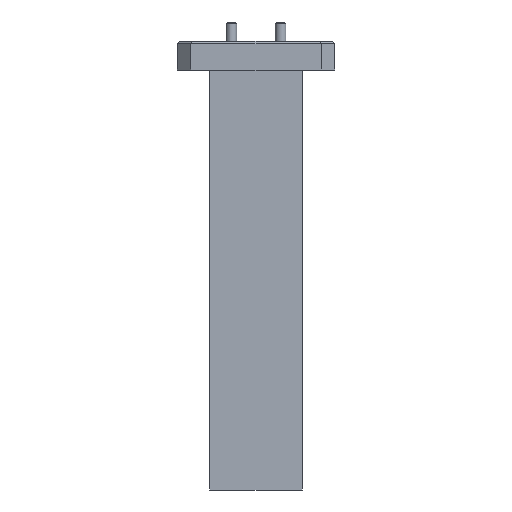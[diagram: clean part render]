
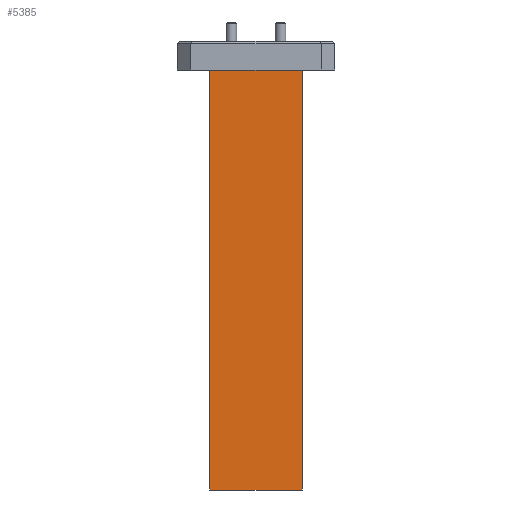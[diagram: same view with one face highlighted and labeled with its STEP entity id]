
A CAD part, front view. The second image highlights one B-rep face of the part: STEP entity #5385.
In plain terms, the highlighted planar face has unit normal (0, -1, 0).
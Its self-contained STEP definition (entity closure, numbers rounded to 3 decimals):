
#79 = LINE ( 'NONE', #9379, #6779 ) ;
#472 = DIRECTION ( 'NONE',  ( 0., 0., 1. ) ) ;
#610 = ORIENTED_EDGE ( 'NONE', *, *, #1567, .F. ) ;
#974 = CARTESIAN_POINT ( 'NONE',  ( 10.275, -5.575, -100. ) ) ;
#1023 = VECTOR ( 'NONE', #4300, 1000. ) ;
#1183 = CARTESIAN_POINT ( 'NONE',  ( 10.275, -5.575, -6.4 ) ) ;
#1567 = EDGE_CURVE ( 'NONE', #7530, #2585, #3426, .T. ) ;
#1864 = CARTESIAN_POINT ( 'NONE',  ( 10.275, -5.575, -100. ) ) ;
#1964 = DIRECTION ( 'NONE',  ( 0., 0., 1. ) ) ;
#2201 = LINE ( 'NONE', #5029, #8075 ) ;
#2581 = VECTOR ( 'NONE', #4149, 1000. ) ;
#2585 = VERTEX_POINT ( 'NONE', #7858 ) ;
#2952 = LINE ( 'NONE', #1864, #2581 ) ;
#2970 = EDGE_LOOP ( 'NONE', ( #3702, #9399, #610, #3006 ) ) ;
#3006 = ORIENTED_EDGE ( 'NONE', *, *, #8618, .T. ) ;
#3426 = LINE ( 'NONE', #8906, #1023 ) ;
#3664 = VERTEX_POINT ( 'NONE', #8733 ) ;
#3702 = ORIENTED_EDGE ( 'NONE', *, *, #8481, .T. ) ;
#3804 = EDGE_CURVE ( 'NONE', #2585, #3664, #2201, .T. ) ;
#4149 = DIRECTION ( 'NONE',  ( 0., 0., 1. ) ) ;
#4300 = DIRECTION ( 'NONE',  ( -1., 0., 0. ) ) ;
#5029 = CARTESIAN_POINT ( 'NONE',  ( -10.275, -5.575, -100. ) ) ;
#5385 = ADVANCED_FACE ( 'NONE', ( #5913 ), #9555, .F. ) ;
#5625 = CARTESIAN_POINT ( 'NONE',  ( 10.275, -5.575, -100. ) ) ;
#5763 = DIRECTION ( 'NONE',  ( 0., 1., 0. ) ) ;
#5913 = FACE_OUTER_BOUND ( 'NONE', #2970, .T. ) ;
#6202 = DIRECTION ( 'NONE',  ( -1., 0., 0. ) ) ;
#6779 = VECTOR ( 'NONE', #6202, 1000. ) ;
#7530 = VERTEX_POINT ( 'NONE', #974 ) ;
#7858 = CARTESIAN_POINT ( 'NONE',  ( -10.275, -5.575, -100. ) ) ;
#8075 = VECTOR ( 'NONE', #472, 1000. ) ;
#8481 = EDGE_CURVE ( 'NONE', #9061, #3664, #79, .T. ) ;
#8618 = EDGE_CURVE ( 'NONE', #7530, #9061, #2952, .T. ) ;
#8733 = CARTESIAN_POINT ( 'NONE',  ( -10.275, -5.575, -6.4 ) ) ;
#8906 = CARTESIAN_POINT ( 'NONE',  ( 10.275, -5.575, -100. ) ) ;
#8995 = AXIS2_PLACEMENT_3D ( 'NONE', #5625, #5763, #1964 ) ;
#9061 = VERTEX_POINT ( 'NONE', #1183 ) ;
#9379 = CARTESIAN_POINT ( 'NONE',  ( 10.275, -5.575, -6.4 ) ) ;
#9399 = ORIENTED_EDGE ( 'NONE', *, *, #3804, .F. ) ;
#9555 = PLANE ( 'NONE',  #8995 ) ;
